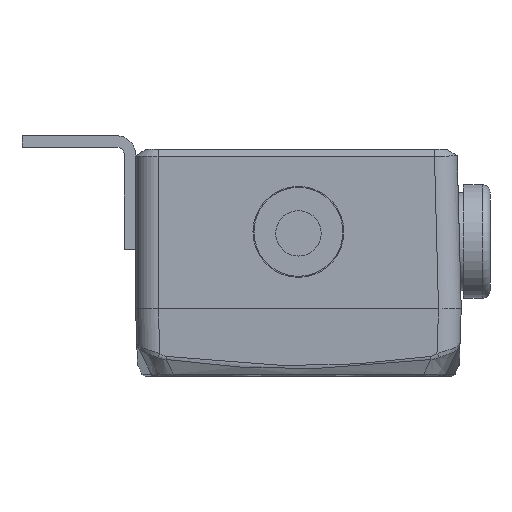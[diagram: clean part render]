
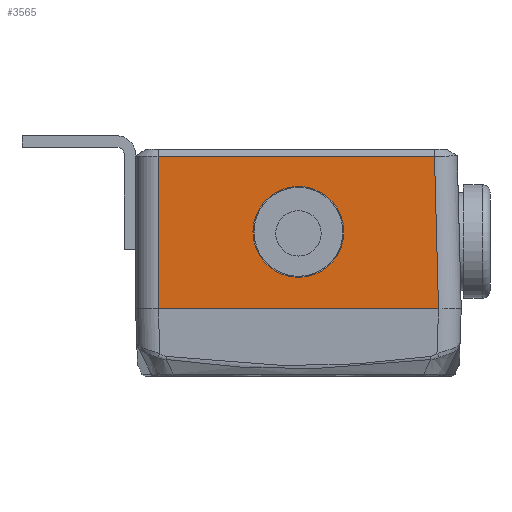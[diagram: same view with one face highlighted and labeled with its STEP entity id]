
A CAD part, front view. The second image highlights one B-rep face of the part: STEP entity #3565.
In plain terms, the highlighted planar face has unit normal (0, -1, 0).
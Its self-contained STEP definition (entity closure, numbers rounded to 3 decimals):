
#3565=ADVANCED_FACE('',(#4690,#4691),#4157,.T.);
#4157=PLANE('',#16358);
#4475=CIRCLE('',#16357,6.);
#4690=FACE_BOUND('',#5465,.T.);
#4691=FACE_BOUND('',#5466,.T.);
#5465=EDGE_LOOP('',(#9064,#9065,#9066,#9067));
#5466=EDGE_LOOP('',(#9068));
#9064=ORIENTED_EDGE('',*,*,#12571,.T.);
#9065=ORIENTED_EDGE('',*,*,#12572,.T.);
#9066=ORIENTED_EDGE('',*,*,#12573,.T.);
#9067=ORIENTED_EDGE('',*,*,#11528,.F.);
#9068=ORIENTED_EDGE('',*,*,#12574,.F.);
#10253=VERTEX_POINT('',#22309);
#10254=VERTEX_POINT('',#22311);
#10796=VERTEX_POINT('',#27770);
#10797=VERTEX_POINT('',#27772);
#10798=VERTEX_POINT('',#27775);
#11528=EDGE_CURVE('',#10253,#10254,#13200,.T.);
#12571=EDGE_CURVE('',#10253,#10796,#14001,.T.);
#12572=EDGE_CURVE('',#10796,#10797,#14002,.T.);
#12573=EDGE_CURVE('',#10797,#10254,#14003,.T.);
#12574=EDGE_CURVE('',#10798,#10798,#4475,.T.);
#13200=LINE('',#22310,#14553);
#14001=LINE('',#27769,#15389);
#14002=LINE('',#27771,#15390);
#14003=LINE('',#27773,#15391);
#14553=VECTOR('',#17299,1.);
#15389=VECTOR('',#19367,1.);
#15390=VECTOR('',#19368,1.);
#15391=VECTOR('',#19369,1.);
#16357=AXIS2_PLACEMENT_3D('',#27774,#19370,#19371);
#16358=AXIS2_PLACEMENT_3D('',#27776,#19372,#19373);
#17299=DIRECTION('',(-1.,0.,0.));
#19367=DIRECTION('',(-0.026,0.,1.));
#19368=DIRECTION('',(-1.,0.,0.));
#19369=DIRECTION('',(0.,0.,-1.));
#19370=DIRECTION('',(0.,-1.,0.));
#19371=DIRECTION('',(0.,0.,-1.));
#19372=DIRECTION('',(0.,-1.,0.));
#19373=DIRECTION('',(0.,0.,1.));
#22309=CARTESIAN_POINT('',(128.499,133.999,8.9));
#22310=CARTESIAN_POINT('',(96.5,133.999,8.9));
#22311=CARTESIAN_POINT('',(91.5,133.999,8.9));
#27769=CARTESIAN_POINT('',(128.477,133.999,9.737));
#27770=CARTESIAN_POINT('',(127.971,133.999,29.056));
#27771=CARTESIAN_POINT('',(96.5,133.999,29.056));
#27772=CARTESIAN_POINT('',(91.5,133.999,29.056));
#27773=CARTESIAN_POINT('',(91.5,133.999,8.9));
#27774=CARTESIAN_POINT('',(110.,133.999,19.062));
#27775=CARTESIAN_POINT('',(110.,133.999,13.062));
#27776=CARTESIAN_POINT('',(96.5,133.999,8.9));
